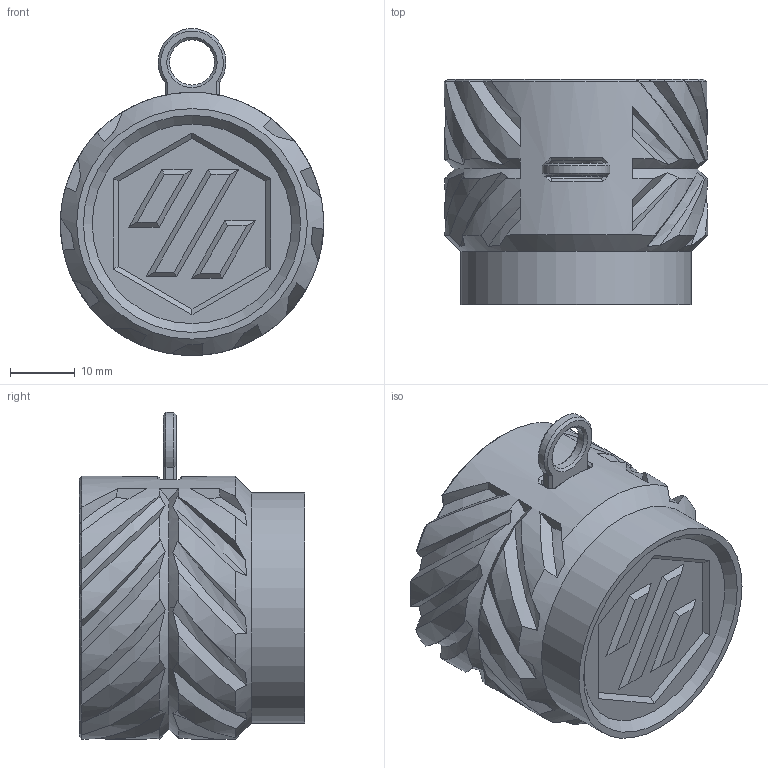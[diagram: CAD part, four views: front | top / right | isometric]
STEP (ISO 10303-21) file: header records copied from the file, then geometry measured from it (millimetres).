
FILE_DESCRIPTION(/* description */ (''),/* implementation_level */ '2;1');
FILE_NAME(/* name */ 'Heatset Ornament v1.step',/* time_stamp */ '2023-12-02T10:05:33-06:00',/* author */ (''),/* organization */ (''),/* preprocessor_version */ 'ST-DEVELOPER v20',/* originating_system */ 'Autodesk Translation Framework v12.14.0.127',/* authorisation */ '');
FILE_SCHEMA (('AUTOMOTIVE_DESIGN { 1 0 10303 214 3 1 1 }'));
Length unit declared in the file: millimetre
Products named in the file (3): Heatset Ornament; Hook; Heatset ornament_1
Assembly tree (2 placements, depth 2):
  Heatset Ornament
    Hook
    Heatset ornament_1
Bounding box: 40.76 x 34.87 x 50.63 mm (x, y, z)
Volume: 39677.5 mm3; surface area: 7849.1 mm2
Topology: 2 solids, 2 shells, 240 faces, 739 edges, 510 vertices
Faces by surface type: bspline 135, plane 50, cone 28, cylinder 27
Full cylindrical faces by diameter (mm): 2.3 x2, 2.5 x1, 7 x1, 35.698 x1
Entity records: 22039 total; most frequent: CARTESIAN_POINT 16773, ORIENTED_EDGE 1478, EDGE_CURVE 739, B_SPLINE_CURVE_WITH_KNOTS 566, VERTEX_POINT 510, DIRECTION 448, EDGE_LOOP 253, FACE_OUTER_BOUND 240
